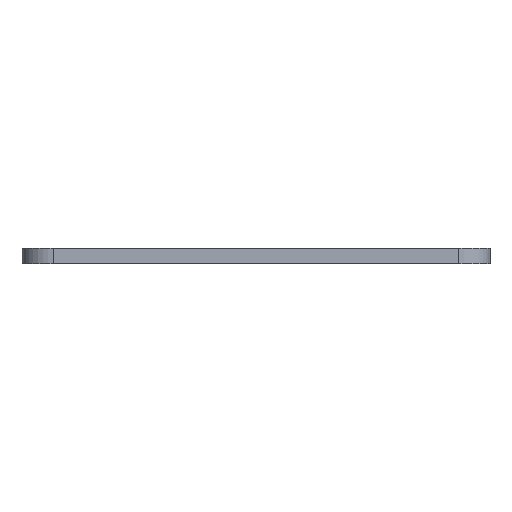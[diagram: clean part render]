
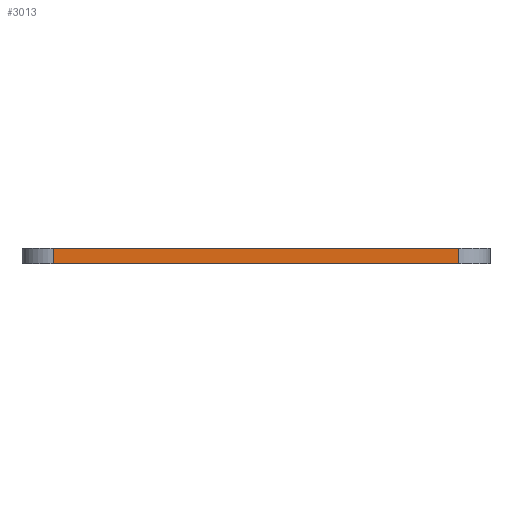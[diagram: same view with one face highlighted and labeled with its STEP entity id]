
A CAD part, left-side view. The second image highlights one B-rep face of the part: STEP entity #3013.
In plain terms, the highlighted planar face has unit normal (-1, 0, 0).
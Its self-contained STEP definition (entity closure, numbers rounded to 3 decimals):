
#291=FACE_OUTER_BOUND('',#465,.T.);
#465=EDGE_LOOP('',(#2331,#2332,#2333,#2334));
#642=LINE('',#4562,#942);
#695=LINE('',#4803,#995);
#769=LINE('',#5110,#1069);
#770=LINE('',#5111,#1070);
#942=VECTOR('',#3583,10.);
#995=VECTOR('',#3774,10.);
#1069=VECTOR('',#4022,10.);
#1070=VECTOR('',#4023,10.);
#1260=VERTEX_POINT('',#4559);
#1261=VERTEX_POINT('',#4561);
#1379=VERTEX_POINT('',#4800);
#1380=VERTEX_POINT('',#4802);
#1572=EDGE_CURVE('',#1261,#1260,#642,.T.);
#1693=EDGE_CURVE('',#1380,#1379,#695,.T.);
#1849=EDGE_CURVE('',#1261,#1379,#769,.T.);
#1850=EDGE_CURVE('',#1380,#1260,#770,.T.);
#2331=ORIENTED_EDGE('',*,*,#1693,.T.);
#2332=ORIENTED_EDGE('',*,*,#1849,.F.);
#2333=ORIENTED_EDGE('',*,*,#1572,.T.);
#2334=ORIENTED_EDGE('',*,*,#1850,.F.);
#2937=PLANE('',#3362);
#3013=ADVANCED_FACE('',(#291),#2937,.T.);
#3362=AXIS2_PLACEMENT_3D('',#5109,#4020,#4021);
#3583=DIRECTION('',(0.,1.,0.));
#3774=DIRECTION('',(0.,-1.,0.));
#4020=DIRECTION('center_axis',(-1.,0.,0.));
#4021=DIRECTION('ref_axis',(0.,0.,1.));
#4022=DIRECTION('',(0.,0.,-1.));
#4023=DIRECTION('',(0.,0.,1.));
#4559=CARTESIAN_POINT('',(-15.,13.,1.));
#4561=CARTESIAN_POINT('',(-15.,-13.,1.));
#4562=CARTESIAN_POINT('',(-15.,15.,1.));
#4800=CARTESIAN_POINT('',(-15.,-13.,0.));
#4802=CARTESIAN_POINT('',(-15.,13.,0.));
#4803=CARTESIAN_POINT('',(-15.,-4.6,0.));
#5109=CARTESIAN_POINT('Origin',(-15.,-15.,0.));
#5110=CARTESIAN_POINT('',(-15.,-13.,0.));
#5111=CARTESIAN_POINT('',(-15.,13.,0.));
